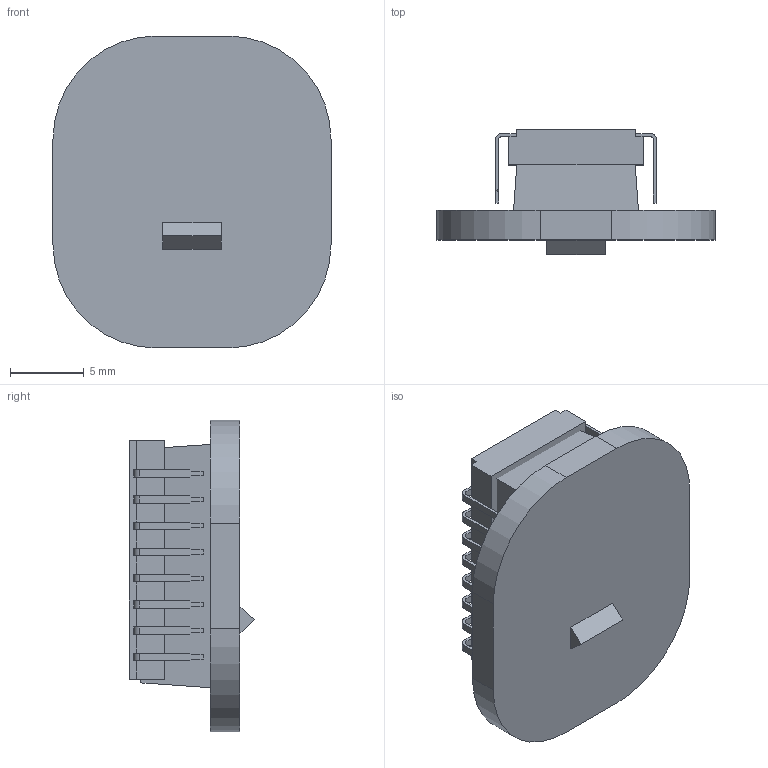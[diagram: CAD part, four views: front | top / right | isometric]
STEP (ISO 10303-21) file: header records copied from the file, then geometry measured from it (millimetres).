
FILE_DESCRIPTION(/* description */ (''),/* implementation_level */ '2;1');
FILE_NAME(/* name */ 'PMW3360-LM19-LSI-Assembly.stp',/* time_stamp */ '2019-07-30T19:06:40-04:00',/* author */ ('Phil'),/* organization */ (''),/* preprocessor_version */ 'ST-DEVELOPER v18',/* originating_system */ 'Autodesk Inventor 2020',/* authorisation */ '');
FILE_SCHEMA (('AUTOMOTIVE_DESIGN { 1 0 10303 214 3 1 1 }'));
Length unit declared in the file: millimetre
Products named in the file (3): PMW3360-LM19-LSI-Assembly; LM19-LSI; PMW3360DM-T2QU
Assembly tree (2 placements, depth 2):
  PMW3360-LM19-LSI-Assembly
    LM19-LSI
    PMW3360DM-T2QU
Bounding box: 18.85 x 8.5 x 21.15 mm (x, y, z)
Volume: 1693.1 mm3; surface area: 1603 mm2
Topology: 2 solids, 2 shells, 233 faces, 646 edges, 420 vertices
Faces by surface type: plane 196, cylinder 36, bspline 1
Entity records: 7618 total; most frequent: CARTESIAN_POINT 1317, ORIENTED_EDGE 1292, DIRECTION 1190, EDGE_CURVE 646, LINE 572, VECTOR 572, VERTEX_POINT 420, AXIS2_PLACEMENT_3D 309
